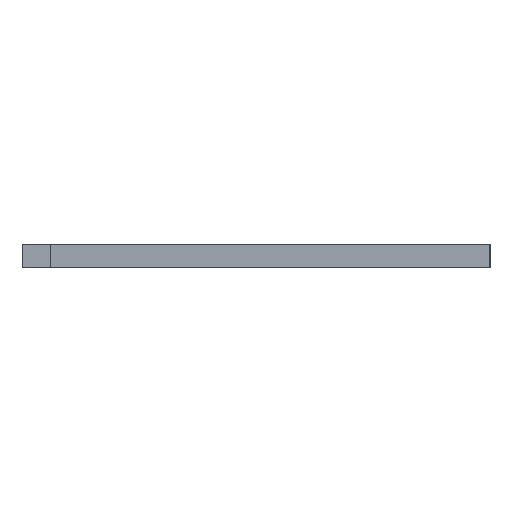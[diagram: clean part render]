
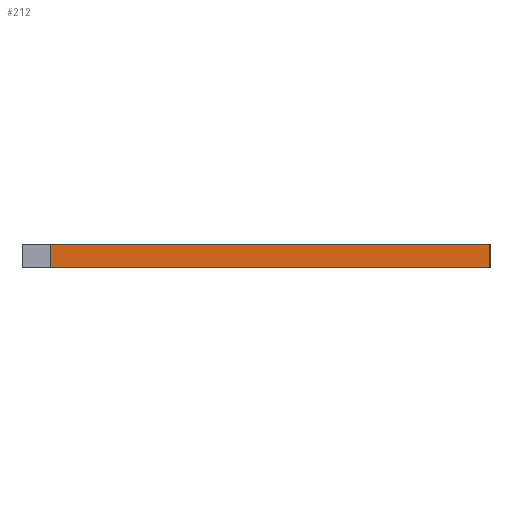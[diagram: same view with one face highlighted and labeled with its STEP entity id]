
A CAD part, left-side view. The second image highlights one B-rep face of the part: STEP entity #212.
In plain terms, the highlighted planar face has unit normal (-1, 0, 0).
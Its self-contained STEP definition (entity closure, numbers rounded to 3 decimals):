
#154 = EDGE_CURVE('',#155,#157,#159,.T.);
#155 = VERTEX_POINT('',#156);
#156 = CARTESIAN_POINT('',(-30.125,14.25,0.));
#157 = VERTEX_POINT('',#158);
#158 = CARTESIAN_POINT('',(-30.125,14.25,-1.6));
#159 = LINE('',#160,#161);
#160 = CARTESIAN_POINT('',(-30.125,14.25,0.));
#161 = VECTOR('',#162,1.);
#162 = DIRECTION('',(0.,0.,-1.));
#187 = VERTEX_POINT('',#188);
#188 = CARTESIAN_POINT('',(-30.125,-16.25,-1.6));
#194 = EDGE_CURVE('',#195,#187,#197,.T.);
#195 = VERTEX_POINT('',#196);
#196 = CARTESIAN_POINT('',(-30.125,-16.25,0.));
#197 = LINE('',#198,#199);
#198 = CARTESIAN_POINT('',(-30.125,-16.25,0.));
#199 = VECTOR('',#200,1.);
#200 = DIRECTION('',(0.,0.,-1.));
#212 = ADVANCED_FACE('',(#213),#229,.F.);
#213 = FACE_BOUND('',#214,.F.);
#214 = EDGE_LOOP('',(#215,#216,#222,#223));
#215 = ORIENTED_EDGE('',*,*,#194,.T.);
#216 = ORIENTED_EDGE('',*,*,#217,.T.);
#217 = EDGE_CURVE('',#187,#157,#218,.T.);
#218 = LINE('',#219,#220);
#219 = CARTESIAN_POINT('',(-30.125,-16.25,-1.6));
#220 = VECTOR('',#221,1.);
#221 = DIRECTION('',(0.,1.,0.));
#222 = ORIENTED_EDGE('',*,*,#154,.F.);
#223 = ORIENTED_EDGE('',*,*,#224,.F.);
#224 = EDGE_CURVE('',#195,#155,#225,.T.);
#225 = LINE('',#226,#227);
#226 = CARTESIAN_POINT('',(-30.125,-16.25,0.));
#227 = VECTOR('',#228,1.);
#228 = DIRECTION('',(0.,1.,0.));
#229 = PLANE('',#230);
#230 = AXIS2_PLACEMENT_3D('',#231,#232,#233);
#231 = CARTESIAN_POINT('',(-30.125,-16.25,0.));
#232 = DIRECTION('',(1.,0.,0.));
#233 = DIRECTION('',(0.,1.,0.));
